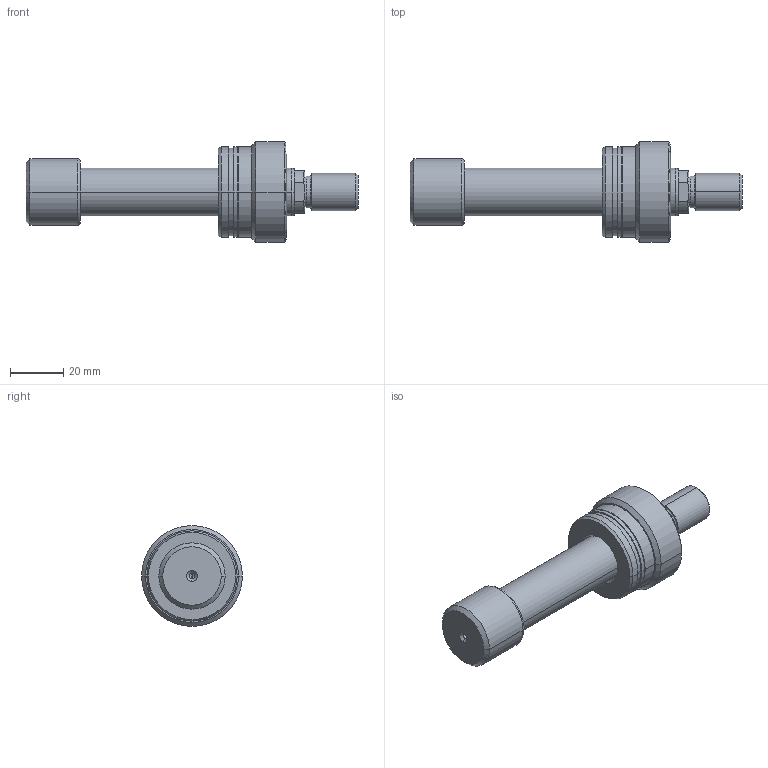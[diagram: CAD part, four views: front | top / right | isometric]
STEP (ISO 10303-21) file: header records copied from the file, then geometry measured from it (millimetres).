
FILE_DESCRIPTION (( 'STEP AP203' ), '1' );
FILE_NAME ('ddc2.STEP', '2022-04-15T20:09:15', ( '' ), ( '' ), 'SwSTEP 2.0', 'SolidWorks 2019', '' );
FILE_SCHEMA (( 'CONFIG_CONTROL_DESIGN' ));
Length unit declared in the file: millimetre
Products named in the file (4): V400CL_PC_X a2e819a7bea83a26f889662c1b07aec0; ddc2; V450CM_MALE_METRIC a2e819a7bea83a26f889662c1b07aec0; V400CL_VC_X a2e819a7bea83a26f889662c1b07aec0
Assembly tree (3 placements, depth 2):
  ddc2
    V400CL_PC_X a2e819a7bea83a26f889662c1b07aec0
    V400CL_VC_X a2e819a7bea83a26f889662c1b07aec0
    V450CM_MALE_METRIC a2e819a7bea83a26f889662c1b07aec0
Bounding box: 125 x 38 x 38 mm (x, y, z)
Volume: 52955.5 mm3; surface area: 14843.5 mm2
Topology: 3 solids, 3 shells, 93 faces, 196 edges, 116 vertices
Faces by surface type: cylinder 36, cone 30, plane 23, torus 4
Entity records: 2894 total; most frequent: DIRECTION 492, CARTESIAN_POINT 431, ORIENTED_EDGE 384, AXIS2_PLACEMENT_3D 209, EDGE_CURVE 192, VERTEX_POINT 116, CIRCLE 110, EDGE_LOOP 106
